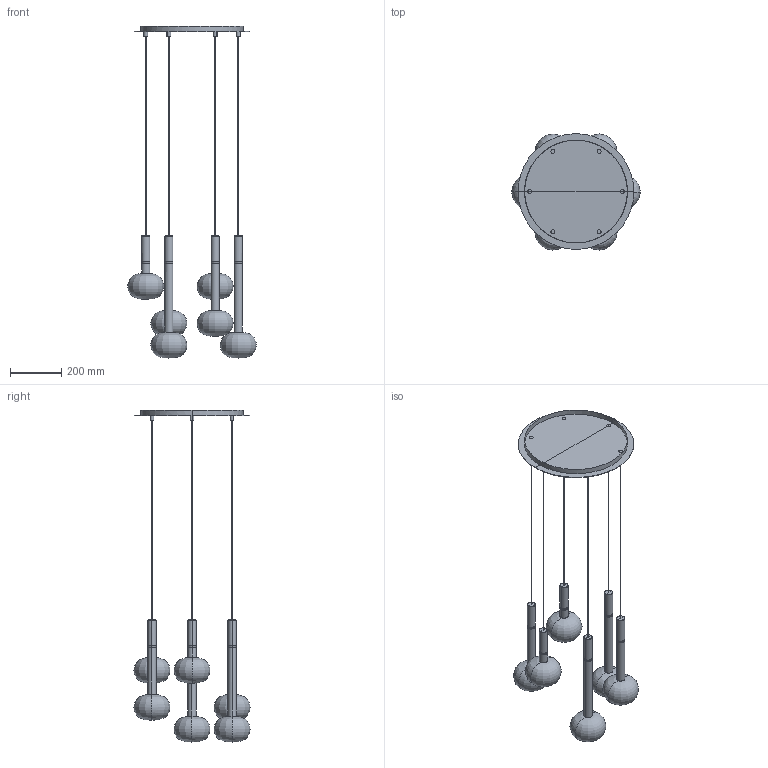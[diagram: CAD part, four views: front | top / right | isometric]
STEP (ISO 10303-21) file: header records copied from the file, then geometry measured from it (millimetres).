
FILE_DESCRIPTION(/* description */ (''),/* implementation_level */ '2;1');
FILE_NAME(/* name */ '1744.233.Kit_Mose',/* time_stamp */ '2022-09-14T17:07:54+02:00',/* author */ (''),/* organization */ (''),/* preprocessor_version */ 'ST-DEVELOPER v16.5',/* originating_system */ '',/* authorisation */ '');
FILE_SCHEMA (('CONFIG_CONTROL_DESIGN'));
Length unit declared in the file: millimetre
Products named in the file (1): Document
Bounding box: 499.92 x 451.77 x 1291.96 mm (x, y, z)
Volume: 8111503.4 mm3; surface area: 759702.5 mm2
Topology: 24 solids, 37 shells, 194 faces, 378 edges, 213 vertices
Faces by surface type: bspline 76, plane 66, cylinder 52
Entity records: 6854 total; most frequent: CARTESIAN_POINT 4342, ORIENTED_EDGE 666, EDGE_CURVE 352, VERTEX_POINT 213, ADVANCED_FACE 194, FACE_OUTER_BOUND 194, EDGE_LOOP 194, B_SPLINE_CURVE_WITH_KNOTS 128
